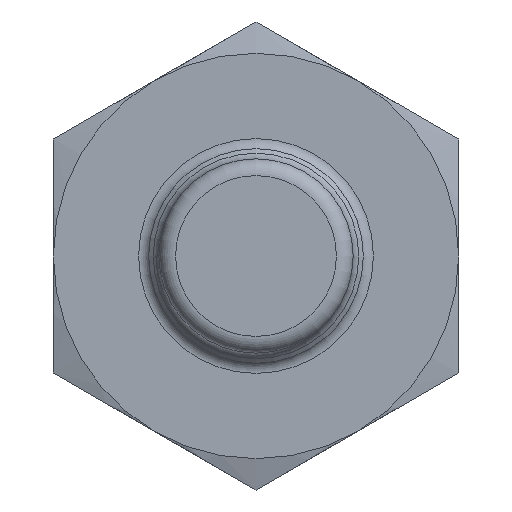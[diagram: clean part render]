
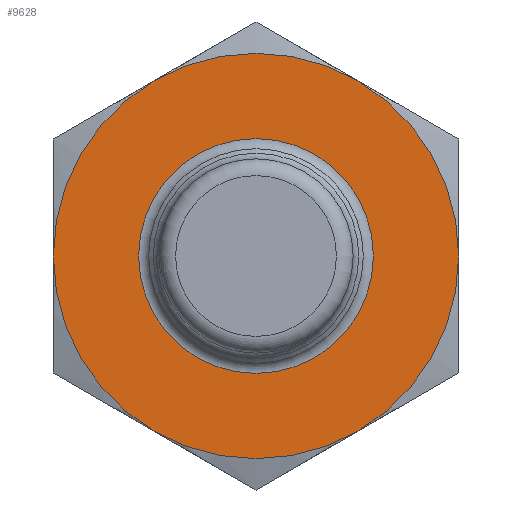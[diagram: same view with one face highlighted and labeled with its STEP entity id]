
A CAD part, left-side view. The second image highlights one B-rep face of the part: STEP entity #9628.
In plain terms, the highlighted planar face has unit normal (-1, 0, 0).
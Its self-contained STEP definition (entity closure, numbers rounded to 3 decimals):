
#9073=CARTESIAN_POINT('',(14.15,4.25,-7.361));
#9074=VERTEX_POINT('',#9073);
#9088=CARTESIAN_POINT('',(14.15,8.5,0.0));
#9089=VERTEX_POINT('',#9088);
#9090=CARTESIAN_POINT('',(14.15,0.0,0.0));
#9091=DIRECTION('',(1.0,0.0,0.0));
#9092=DIRECTION('',(0.0,1.0,0.0));
#9093=AXIS2_PLACEMENT_3D('',#9090,#9091,#9092);
#9094=CIRCLE('',#9093,8.5);
#9095=EDGE_CURVE('',#9074,#9089,#9094,.T.);
#9330=CARTESIAN_POINT('',(14.15,-4.25,-7.361));
#9331=VERTEX_POINT('',#9330);
#9345=CARTESIAN_POINT('',(14.15,0.0,0.0));
#9346=DIRECTION('',(1.0,0.0,0.0));
#9347=DIRECTION('',(0.0,1.0,0.0));
#9348=AXIS2_PLACEMENT_3D('',#9345,#9346,#9347);
#9349=CIRCLE('',#9348,8.5);
#9350=EDGE_CURVE('',#9331,#9074,#9349,.T.);
#9375=CARTESIAN_POINT('',(14.15,-8.5,0.));
#9376=VERTEX_POINT('',#9375);
#9390=CARTESIAN_POINT('',(14.15,0.0,0.0));
#9391=DIRECTION('',(1.0,0.0,0.0));
#9392=DIRECTION('',(0.0,1.0,0.0));
#9393=AXIS2_PLACEMENT_3D('',#9390,#9391,#9392);
#9394=CIRCLE('',#9393,8.5);
#9395=EDGE_CURVE('',#9376,#9331,#9394,.T.);
#9420=CARTESIAN_POINT('',(14.15,-4.25,7.361));
#9421=VERTEX_POINT('',#9420);
#9435=CARTESIAN_POINT('',(14.15,0.0,0.0));
#9436=DIRECTION('',(1.0,0.0,0.0));
#9437=DIRECTION('',(0.0,1.0,0.0));
#9438=AXIS2_PLACEMENT_3D('',#9435,#9436,#9437);
#9439=CIRCLE('',#9438,8.5);
#9440=EDGE_CURVE('',#9421,#9376,#9439,.T.);
#9465=CARTESIAN_POINT('',(14.15,4.25,7.361));
#9466=VERTEX_POINT('',#9465);
#9480=CARTESIAN_POINT('',(14.15,0.0,0.0));
#9481=DIRECTION('',(1.0,0.0,0.0));
#9482=DIRECTION('',(0.0,1.0,0.0));
#9483=AXIS2_PLACEMENT_3D('',#9480,#9481,#9482);
#9484=CIRCLE('',#9483,8.5);
#9485=EDGE_CURVE('',#9466,#9421,#9484,.T.);
#9509=CARTESIAN_POINT('',(14.15,0.0,0.0));
#9510=DIRECTION('',(1.0,0.0,0.0));
#9511=DIRECTION('',(0.0,1.0,0.0));
#9512=AXIS2_PLACEMENT_3D('',#9509,#9510,#9511);
#9513=CIRCLE('',#9512,8.5);
#9514=EDGE_CURVE('',#9089,#9466,#9513,.T.);
#9604=CARTESIAN_POINT('',(14.15,6.463,0.0));
#9605=DIRECTION('',(-1.0,0.0,0.0));
#9606=DIRECTION('',(0.0,0.0,1.0));
#9607=AXIS2_PLACEMENT_3D('',#9604,#9605,#9606);
#9608=PLANE('',#9607);
#9609=ORIENTED_EDGE('',*,*,#9514,.F.);
#9610=ORIENTED_EDGE('',*,*,#9095,.F.);
#9611=ORIENTED_EDGE('',*,*,#9350,.F.);
#9612=ORIENTED_EDGE('',*,*,#9395,.F.);
#9613=ORIENTED_EDGE('',*,*,#9440,.F.);
#9614=ORIENTED_EDGE('',*,*,#9485,.F.);
#9615=EDGE_LOOP('',(#9609,#9610,#9611,#9612,#9613,#9614));
#9616=FACE_OUTER_BOUND('',#9615,.T.);
#9617=CARTESIAN_POINT('',(14.15,4.925,0.));
#9618=VERTEX_POINT('',#9617);
#9619=CARTESIAN_POINT('',(14.15,0.0,0.0));
#9620=DIRECTION('',(-1.0,0.0,0.0));
#9621=DIRECTION('',(0.0,-1.0,0.0));
#9622=AXIS2_PLACEMENT_3D('',#9619,#9620,#9621);
#9623=CIRCLE('',#9622,4.925);
#9624=EDGE_CURVE('',#9618,#9618,#9623,.T.);
#9625=ORIENTED_EDGE('',*,*,#9624,.F.);
#9626=EDGE_LOOP('',(#9625));
#9627=FACE_BOUND('',#9626,.T.);
#9628=ADVANCED_FACE('',(#9616,#9627),#9608,.T.);
